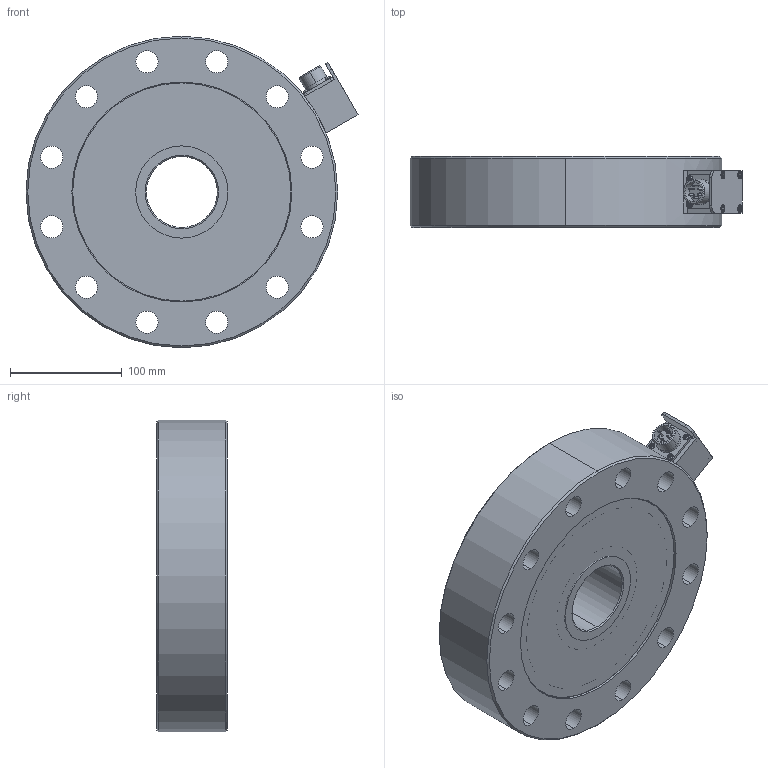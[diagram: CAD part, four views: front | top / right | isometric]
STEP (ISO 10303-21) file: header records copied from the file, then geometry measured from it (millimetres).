
FILE_DESCRIPTION (( 'STEP AP214' ), '1' );
FILE_NAME ('PH3-A-150K to 200K X1 (STEP).STEP', '2024-01-19T17:13:38', ( '' ), ( '' ), 'SwSTEP 2.0', 'SolidWorks 2021', '' );
FILE_SCHEMA (( 'AUTOMOTIVE_DESIGN' ));
Length unit declared in the file: inch
Products named in the file (1): PH3-A-150K to 200K X1 (STEP)
Bounding box: 297.1 x 63.5 x 278.89 mm (x, y, z)
Volume: 2754815.6 mm3; surface area: 379718.2 mm2
Topology: 13 solids, 13 shells, 414 faces, 945 edges, 604 vertices
Faces by surface type: cylinder 193, plane 150, cone 63, torus 8
Entity records: 17519 total; most frequent: DIRECTION 2225, CARTESIAN_POINT 2102, ORIENTED_EDGE 1890, EDGE_CURVE 945, AXIS2_PLACEMENT_3D 881, VERTEX_POINT 604, EDGE_LOOP 519, CIRCLE 466
